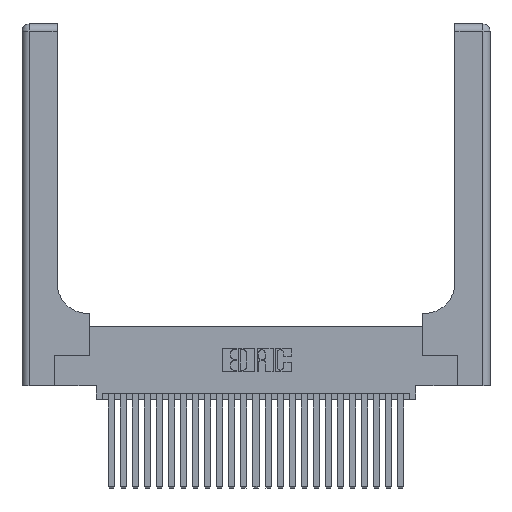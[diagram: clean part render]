
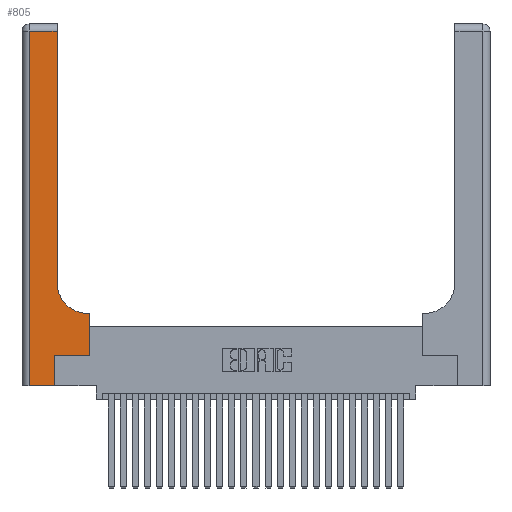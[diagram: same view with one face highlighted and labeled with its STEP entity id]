
A CAD part, top view. The second image highlights one B-rep face of the part: STEP entity #805.
In plain terms, the highlighted planar face has unit normal (0, 0, 1).
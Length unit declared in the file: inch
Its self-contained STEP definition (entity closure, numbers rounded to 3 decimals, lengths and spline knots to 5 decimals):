
#378 = ORIENTED_EDGE ( 'NONE', *, *, #7168, .T. ) ;
#440 = DIRECTION ( 'NONE',  ( 0., 1., 0. ) ) ;
#648 = EDGE_CURVE ( 'NONE', #2954, #26739, #3490, .T. ) ;
#805 = ADVANCED_FACE ( 'NONE', ( #2178 ), #16900, .F. ) ;
#864 = VECTOR ( 'NONE', #19955, 39.37008 ) ;
#1152 = VERTEX_POINT ( 'NONE', #3320 ) ;
#1162 = LINE ( 'NONE', #17555, #12508 ) ;
#1319 = CARTESIAN_POINT ( 'NONE',  ( 0.2915, 2.94, 0.37 ) ) ;
#1922 = CARTESIAN_POINT ( 'NONE',  ( 0.5415, 0.6, 0.37 ) ) ;
#2178 = FACE_OUTER_BOUND ( 'NONE', #17235, .T. ) ;
#2298 = DIRECTION ( 'NONE',  ( 1., 0., 0. ) ) ;
#2651 = CARTESIAN_POINT ( 'NONE',  ( 0.5585, 0.25, 0.37 ) ) ;
#2869 = DIRECTION ( 'NONE',  ( 0., 0., -1. ) ) ;
#2954 = VERTEX_POINT ( 'NONE', #23595 ) ;
#3320 = CARTESIAN_POINT ( 'NONE',  ( 0.06, 2.94, 0.37 ) ) ;
#3490 = LINE ( 'NONE', #8357, #24639 ) ;
#4379 = DIRECTION ( 'NONE',  ( -1., 0., 0. ) ) ;
#4657 = CARTESIAN_POINT ( 'NONE',  ( 0.5585, 0.25, 0.37 ) ) ;
#5069 = CARTESIAN_POINT ( 'NONE',  ( 0.269, 0., 0.37 ) ) ;
#5306 = DIRECTION ( 'NONE',  ( -1., 0., 0. ) ) ;
#6690 = VERTEX_POINT ( 'NONE', #1922 ) ;
#7056 = EDGE_CURVE ( 'NONE', #7230, #1152, #8856, .T. ) ;
#7168 = EDGE_CURVE ( 'NONE', #16116, #6690, #17131, .T. ) ;
#7230 = VERTEX_POINT ( 'NONE', #1319 ) ;
#7621 = VERTEX_POINT ( 'NONE', #20025 ) ;
#8070 = ORIENTED_EDGE ( 'NONE', *, *, #22268, .T. ) ;
#8357 = CARTESIAN_POINT ( 'NONE',  ( 0.269, 0.25, 0.37 ) ) ;
#8677 = DIRECTION ( 'NONE',  ( -1., 0., 0. ) ) ;
#8856 = LINE ( 'NONE', #15039, #24499 ) ;
#9036 = ORIENTED_EDGE ( 'NONE', *, *, #19005, .T. ) ;
#9080 = LINE ( 'NONE', #2651, #23121 ) ;
#9186 = DIRECTION ( 'NONE',  ( 0., 1., 0. ) ) ;
#9584 = CARTESIAN_POINT ( 'NONE',  ( 0.06, 3., 0.37 ) ) ;
#10263 = DIRECTION ( 'NONE',  ( 0., 1., 0. ) ) ;
#10308 = ORIENTED_EDGE ( 'NONE', *, *, #27057, .T. ) ;
#10565 = EDGE_CURVE ( 'NONE', #6690, #12593, #20875, .T. ) ;
#10800 = ORIENTED_EDGE ( 'NONE', *, *, #25871, .T. ) ;
#11004 = ORIENTED_EDGE ( 'NONE', *, *, #648, .T. ) ;
#11177 = CARTESIAN_POINT ( 'NONE',  ( 0., 0., 0.37 ) ) ;
#12508 = VECTOR ( 'NONE', #9186, 39.37008 ) ;
#12593 = VERTEX_POINT ( 'NONE', #25508 ) ;
#12690 = LINE ( 'NONE', #11177, #26761 ) ;
#12886 = DIRECTION ( 'NONE',  ( 0., 0., -1. ) ) ;
#15039 = CARTESIAN_POINT ( 'NONE',  ( 0., 2.94, 0.37 ) ) ;
#15484 = CARTESIAN_POINT ( 'NONE',  ( 0.2915, 0.6, 0.37 ) ) ;
#15712 = VERTEX_POINT ( 'NONE', #5069 ) ;
#16073 = ORIENTED_EDGE ( 'NONE', *, *, #10565, .T. ) ;
#16116 = VERTEX_POINT ( 'NONE', #22812 ) ;
#16294 = ORIENTED_EDGE ( 'NONE', *, *, #7056, .T. ) ;
#16878 = EDGE_CURVE ( 'NONE', #7621, #15712, #12690, .T. ) ;
#16900 = PLANE ( 'NONE',  #18359 ) ;
#17131 = LINE ( 'NONE', #15484, #21708 ) ;
#17235 = EDGE_LOOP ( 'NONE', ( #10800, #16294, #9036, #21190, #10308, #11004, #8070, #378, #16073 ) ) ;
#17323 = LINE ( 'NONE', #26713, #20274 ) ;
#17358 = DIRECTION ( 'NONE',  ( 1., 0., 0. ) ) ;
#17382 = DIRECTION ( 'NONE',  ( 1., 0., 0. ) ) ;
#17555 = CARTESIAN_POINT ( 'NONE',  ( 0.2915, 3., 0.37 ) ) ;
#17557 = CARTESIAN_POINT ( 'NONE',  ( 0.5415, 0.85, 0.37 ) ) ;
#18359 = AXIS2_PLACEMENT_3D ( 'NONE', #18830, #12886, #4379 ) ;
#18830 = CARTESIAN_POINT ( 'NONE',  ( 0., 3., 0.37 ) ) ;
#19005 = EDGE_CURVE ( 'NONE', #1152, #7621, #26316, .T. ) ;
#19955 = DIRECTION ( 'NONE',  ( 0., -1., 0. ) ) ;
#20025 = CARTESIAN_POINT ( 'NONE',  ( 0.06, 0., 0.37 ) ) ;
#20274 = VECTOR ( 'NONE', #10263, 39.37008 ) ;
#20875 = CIRCLE ( 'NONE', #22371, 0.25 ) ;
#21190 = ORIENTED_EDGE ( 'NONE', *, *, #16878, .T. ) ;
#21708 = VECTOR ( 'NONE', #5306, 39.37008 ) ;
#22268 = EDGE_CURVE ( 'NONE', #26739, #16116, #9080, .T. ) ;
#22371 = AXIS2_PLACEMENT_3D ( 'NONE', #17557, #2869, #17382 ) ;
#22812 = CARTESIAN_POINT ( 'NONE',  ( 0.5585, 0.6, 0.37 ) ) ;
#23121 = VECTOR ( 'NONE', #440, 39.37008 ) ;
#23595 = CARTESIAN_POINT ( 'NONE',  ( 0.269, 0.25, 0.37 ) ) ;
#24499 = VECTOR ( 'NONE', #8677, 39.37008 ) ;
#24639 = VECTOR ( 'NONE', #2298, 39.37008 ) ;
#25508 = CARTESIAN_POINT ( 'NONE',  ( 0.2915, 0.85, 0.37 ) ) ;
#25871 = EDGE_CURVE ( 'NONE', #12593, #7230, #1162, .T. ) ;
#26316 = LINE ( 'NONE', #9584, #864 ) ;
#26713 = CARTESIAN_POINT ( 'NONE',  ( 0.269, 0., 0.37 ) ) ;
#26739 = VERTEX_POINT ( 'NONE', #4657 ) ;
#26761 = VECTOR ( 'NONE', #17358, 39.37008 ) ;
#27057 = EDGE_CURVE ( 'NONE', #15712, #2954, #17323, .T. ) ;
